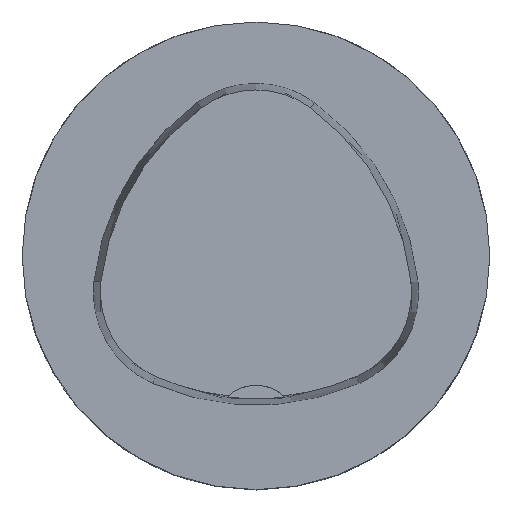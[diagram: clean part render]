
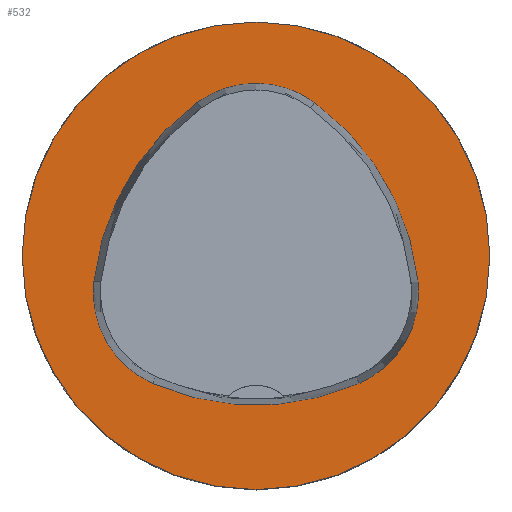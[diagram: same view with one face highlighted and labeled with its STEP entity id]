
A CAD part, top view. The second image highlights one B-rep face of the part: STEP entity #532.
In plain terms, the highlighted planar face has unit normal (0, 0, 1).
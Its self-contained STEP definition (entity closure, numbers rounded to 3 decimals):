
#210=FACE_BOUND('',#1091,.T.);
#211=FACE_BOUND('',#1092,.T.);
#333=CIRCLE('',#4296,40.);
#334=CIRCLE('',#4302,44.);
#336=CIRCLE('',#4305,17.);
#338=CIRCLE('',#4308,44.);
#340=CIRCLE('',#4311,17.);
#344=CIRCLE('',#4316,44.);
#346=CIRCLE('',#4319,17.);
#532=ADVANCED_FACE('',(#210,#211),#740,.T.);
#740=PLANE('',#4324);
#1091=EDGE_LOOP('',(#1677,#1678,#1679,#1680,#1681,#1682));
#1092=EDGE_LOOP('',(#1683));
#1677=ORIENTED_EDGE('',*,*,#3186,.T.);
#1678=ORIENTED_EDGE('',*,*,#3166,.T.);
#1679=ORIENTED_EDGE('',*,*,#3170,.T.);
#1680=ORIENTED_EDGE('',*,*,#3173,.T.);
#1681=ORIENTED_EDGE('',*,*,#3176,.T.);
#1682=ORIENTED_EDGE('',*,*,#3184,.T.);
#1683=ORIENTED_EDGE('',*,*,#3157,.F.);
#2728=VERTEX_POINT('',#6320);
#2737=VERTEX_POINT('',#6339);
#2738=VERTEX_POINT('',#6340);
#2741=VERTEX_POINT('',#6348);
#2743=VERTEX_POINT('',#6354);
#2745=VERTEX_POINT('',#6360);
#2752=VERTEX_POINT('',#6381);
#3157=EDGE_CURVE('',#2728,#2728,#333,.T.);
#3166=EDGE_CURVE('',#2737,#2738,#334,.T.);
#3170=EDGE_CURVE('',#2738,#2741,#336,.T.);
#3173=EDGE_CURVE('',#2741,#2743,#338,.T.);
#3176=EDGE_CURVE('',#2743,#2745,#340,.T.);
#3184=EDGE_CURVE('',#2745,#2752,#344,.T.);
#3186=EDGE_CURVE('',#2752,#2737,#346,.T.);
#4296=AXIS2_PLACEMENT_3D('',#6319,#4910,#4911);
#4302=AXIS2_PLACEMENT_3D('',#6338,#4926,#4927);
#4305=AXIS2_PLACEMENT_3D('',#6347,#4934,#4935);
#4308=AXIS2_PLACEMENT_3D('',#6353,#4941,#4942);
#4311=AXIS2_PLACEMENT_3D('',#6359,#4948,#4949);
#4316=AXIS2_PLACEMENT_3D('',#6382,#4960,#4961);
#4319=AXIS2_PLACEMENT_3D('',#6385,#4966,#4967);
#4324=AXIS2_PLACEMENT_3D('',#6390,#4976,#4977);
#4910=DIRECTION('',(0.,0.,-1.));
#4911=DIRECTION('',(-1.,0.,0.));
#4926=DIRECTION('',(0.,0.,-1.));
#4927=DIRECTION('',(-1.,0.,0.));
#4934=DIRECTION('',(0.,0.,-1.));
#4935=DIRECTION('',(-1.,0.,0.));
#4941=DIRECTION('',(0.,0.,-1.));
#4942=DIRECTION('',(-1.,0.,0.));
#4948=DIRECTION('',(0.,0.,-1.));
#4949=DIRECTION('',(-1.,0.,0.));
#4960=DIRECTION('',(0.,0.,-1.));
#4961=DIRECTION('',(-1.,0.,0.));
#4966=DIRECTION('',(0.,0.,-1.));
#4967=DIRECTION('',(-1.,0.,0.));
#4976=DIRECTION('',(0.,0.,1.));
#4977=DIRECTION('',(-1.,0.,0.));
#6319=CARTESIAN_POINT('',(0.,0.,0.));
#6320=CARTESIAN_POINT('',(-40.,0.,0.));
#6338=CARTESIAN_POINT('',(16.01,-9.224,0.));
#6339=CARTESIAN_POINT('',(-27.722,-4.378,0.));
#6340=CARTESIAN_POINT('',(-10.119,26.178,0.));
#6347=CARTESIAN_POINT('',(-0.023,12.5,0.));
#6348=CARTESIAN_POINT('',(10.049,26.194,0.));
#6353=CARTESIAN_POINT('',(-16.021,-9.25,0.));
#6354=CARTESIAN_POINT('',(27.71,-4.394,0.));
#6359=CARTESIAN_POINT('',(10.814,-6.27,0.));
#6360=CARTESIAN_POINT('',(17.611,-21.852,0.));
#6381=CARTESIAN_POINT('',(-17.652,-21.819,0.));
#6382=CARTESIAN_POINT('',(0.017,18.477,0.));
#6385=CARTESIAN_POINT('',(-10.825,-6.25,0.));
#6390=CARTESIAN_POINT('',(0.,0.,0.));
